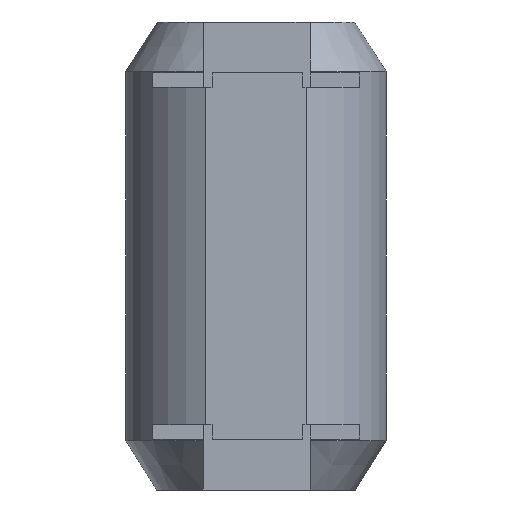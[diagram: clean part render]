
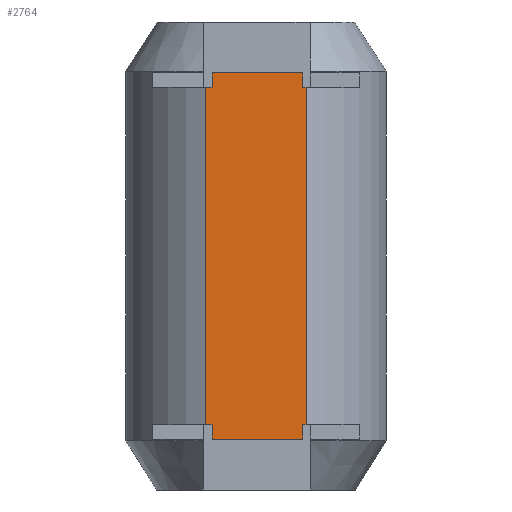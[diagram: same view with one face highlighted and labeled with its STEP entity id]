
A CAD part, front view. The second image highlights one B-rep face of the part: STEP entity #2764.
In plain terms, the highlighted planar face has unit normal (0, -1, 0).
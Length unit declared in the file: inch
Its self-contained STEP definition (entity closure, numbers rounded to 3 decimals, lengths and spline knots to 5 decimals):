
#6 = VECTOR ( 'NONE', #1383, 39.37008 ) ;
#101 = ORIENTED_EDGE ( 'NONE', *, *, #4779, .F. ) ;
#118 = DIRECTION ( 'NONE',  ( -1., 0., 0. ) ) ;
#303 = CARTESIAN_POINT ( 'NONE',  ( 0.13736, -0.35433, 0.59698 ) ) ;
#313 = LINE ( 'NONE', #1786, #1220 ) ;
#315 = CARTESIAN_POINT ( 'NONE',  ( -0.12952, -0.35433, 0.53898 ) ) ;
#406 = EDGE_CURVE ( 'NONE', #1425, #1697, #3291, .T. ) ;
#462 = DIRECTION ( 'NONE',  ( 0., 0., -1. ) ) ;
#575 = LINE ( 'NONE', #4750, #4475 ) ;
#653 = EDGE_CURVE ( 'NONE', #3154, #4587, #2446, .T. ) ;
#687 = DIRECTION ( 'NONE',  ( 0., 0., -1. ) ) ;
#720 = LINE ( 'NONE', #3603, #3269 ) ;
#861 = EDGE_CURVE ( 'NONE', #4587, #4158, #2026, .T. ) ;
#862 = LINE ( 'NONE', #3772, #3370 ) ;
#925 = ORIENTED_EDGE ( 'NONE', *, *, #4143, .F. ) ;
#968 = DIRECTION ( 'NONE',  ( 0., 1., 0. ) ) ;
#975 = ORIENTED_EDGE ( 'NONE', *, *, #653, .F. ) ;
#1030 = DIRECTION ( 'NONE',  ( 1., 0., 0. ) ) ;
#1039 = ORIENTED_EDGE ( 'NONE', *, *, #1496, .F. ) ;
#1058 = ORIENTED_EDGE ( 'NONE', *, *, #4503, .F. ) ;
#1220 = VECTOR ( 'NONE', #462, 39.37008 ) ;
#1256 = DIRECTION ( 'NONE',  ( 0., 0., -1. ) ) ;
#1312 = CARTESIAN_POINT ( 'NONE',  ( -0.14764, -0.35433, 0.49698 ) ) ;
#1340 = ORIENTED_EDGE ( 'NONE', *, *, #2206, .F. ) ;
#1348 = DIRECTION ( 'NONE',  ( 0., 0., 1. ) ) ;
#1383 = DIRECTION ( 'NONE',  ( 0., 0., 1. ) ) ;
#1385 = CARTESIAN_POINT ( 'NONE',  ( -0.23998, -0.35433, -0.68898 ) ) ;
#1425 = VERTEX_POINT ( 'NONE', #1312 ) ;
#1496 = EDGE_CURVE ( 'NONE', #3646, #2792, #720, .T. ) ;
#1573 = CARTESIAN_POINT ( 'NONE',  ( 0.14764, -0.35433, 0.49698 ) ) ;
#1644 = VERTEX_POINT ( 'NONE', #4537 ) ;
#1697 = VERTEX_POINT ( 'NONE', #4469 ) ;
#1745 = PLANE ( 'NONE',  #3553 ) ;
#1751 = VECTOR ( 'NONE', #1256, 39.37008 ) ;
#1755 = DIRECTION ( 'NONE',  ( 0., 0., 1. ) ) ;
#1786 = CARTESIAN_POINT ( 'NONE',  ( 0.13736, -0.35433, -0.59698 ) ) ;
#1852 = CARTESIAN_POINT ( 'NONE',  ( -0.38386, -0.35433, 0.49698 ) ) ;
#1853 = EDGE_CURVE ( 'NONE', #2585, #1891, #3465, .T. ) ;
#1891 = VERTEX_POINT ( 'NONE', #3099 ) ;
#2026 = LINE ( 'NONE', #4166, #4029 ) ;
#2092 = EDGE_LOOP ( 'NONE', ( #1340, #3326, #101, #2578, #2352, #1058, #1039, #925, #3197, #4462, #3497, #975 ) ) ;
#2206 = EDGE_CURVE ( 'NONE', #3322, #3154, #862, .T. ) ;
#2352 = ORIENTED_EDGE ( 'NONE', *, *, #4079, .F. ) ;
#2446 = LINE ( 'NONE', #3251, #6 ) ;
#2448 = DIRECTION ( 'NONE',  ( 0., 0., 1. ) ) ;
#2553 = DIRECTION ( 'NONE',  ( 1., 0., 0. ) ) ;
#2565 = EDGE_CURVE ( 'NONE', #4553, #3322, #313, .T. ) ;
#2578 = ORIENTED_EDGE ( 'NONE', *, *, #1853, .F. ) ;
#2585 = VERTEX_POINT ( 'NONE', #1573 ) ;
#2615 = CARTESIAN_POINT ( 'NONE',  ( -0.12952, -0.35433, -0.49698 ) ) ;
#2723 = VECTOR ( 'NONE', #1030, 39.37008 ) ;
#2764 = ADVANCED_FACE ( 'NONE', ( #4710 ), #1745, .F. ) ;
#2792 = VERTEX_POINT ( 'NONE', #2867 ) ;
#2867 = CARTESIAN_POINT ( 'NONE',  ( 0.13736, -0.35433, 0.53898 ) ) ;
#2947 = CARTESIAN_POINT ( 'NONE',  ( -0.38386, -0.35433, 0.49698 ) ) ;
#2981 = CARTESIAN_POINT ( 'NONE',  ( 0.13736, -0.35433, -0.49698 ) ) ;
#3099 = CARTESIAN_POINT ( 'NONE',  ( 0.14764, -0.35433, -0.49698 ) ) ;
#3154 = VERTEX_POINT ( 'NONE', #4236 ) ;
#3193 = VECTOR ( 'NONE', #1755, 39.37008 ) ;
#3197 = ORIENTED_EDGE ( 'NONE', *, *, #406, .F. ) ;
#3251 = CARTESIAN_POINT ( 'NONE',  ( -0.12952, -0.35433, -0.59698 ) ) ;
#3269 = VECTOR ( 'NONE', #2553, 39.37008 ) ;
#3291 = LINE ( 'NONE', #1852, #3328 ) ;
#3308 = LINE ( 'NONE', #2947, #2723 ) ;
#3322 = VERTEX_POINT ( 'NONE', #3751 ) ;
#3326 = ORIENTED_EDGE ( 'NONE', *, *, #2565, .F. ) ;
#3328 = VECTOR ( 'NONE', #3701, 39.37008 ) ;
#3350 = VECTOR ( 'NONE', #118, 39.37008 ) ;
#3370 = VECTOR ( 'NONE', #3868, 39.37008 ) ;
#3425 = VECTOR ( 'NONE', #687, 39.37008 ) ;
#3465 = LINE ( 'NONE', #4561, #1751 ) ;
#3497 = ORIENTED_EDGE ( 'NONE', *, *, #861, .F. ) ;
#3553 = AXIS2_PLACEMENT_3D ( 'NONE', #1385, #968, #2448 ) ;
#3603 = CARTESIAN_POINT ( 'NONE',  ( -0.23998, -0.35433, 0.53898 ) ) ;
#3642 = EDGE_CURVE ( 'NONE', #4158, #1425, #575, .T. ) ;
#3646 = VERTEX_POINT ( 'NONE', #315 ) ;
#3701 = DIRECTION ( 'NONE',  ( 1., 0., 0. ) ) ;
#3722 = CARTESIAN_POINT ( 'NONE',  ( -0.14764, -0.35433, -0.49698 ) ) ;
#3751 = CARTESIAN_POINT ( 'NONE',  ( 0.13736, -0.35433, -0.53898 ) ) ;
#3772 = CARTESIAN_POINT ( 'NONE',  ( -0.23998, -0.35433, -0.53898 ) ) ;
#3868 = DIRECTION ( 'NONE',  ( -1., 0., 0. ) ) ;
#3971 = CARTESIAN_POINT ( 'NONE',  ( -0.12952, -0.35433, 0.59698 ) ) ;
#4012 = LINE ( 'NONE', #303, #3425 ) ;
#4029 = VECTOR ( 'NONE', #4188, 39.37008 ) ;
#4079 = EDGE_CURVE ( 'NONE', #1644, #2585, #3308, .T. ) ;
#4143 = EDGE_CURVE ( 'NONE', #1697, #3646, #4328, .T. ) ;
#4158 = VERTEX_POINT ( 'NONE', #3722 ) ;
#4166 = CARTESIAN_POINT ( 'NONE',  ( -0.38386, -0.35433, -0.49698 ) ) ;
#4188 = DIRECTION ( 'NONE',  ( -1., 0., 0. ) ) ;
#4236 = CARTESIAN_POINT ( 'NONE',  ( -0.12952, -0.35433, -0.53898 ) ) ;
#4240 = LINE ( 'NONE', #4628, #3350 ) ;
#4328 = LINE ( 'NONE', #3971, #3193 ) ;
#4462 = ORIENTED_EDGE ( 'NONE', *, *, #3642, .F. ) ;
#4469 = CARTESIAN_POINT ( 'NONE',  ( -0.12952, -0.35433, 0.49698 ) ) ;
#4475 = VECTOR ( 'NONE', #1348, 39.37008 ) ;
#4503 = EDGE_CURVE ( 'NONE', #2792, #1644, #4012, .T. ) ;
#4537 = CARTESIAN_POINT ( 'NONE',  ( 0.13736, -0.35433, 0.49698 ) ) ;
#4553 = VERTEX_POINT ( 'NONE', #2981 ) ;
#4561 = CARTESIAN_POINT ( 'NONE',  ( 0.14764, -0.35433, 0.68898 ) ) ;
#4587 = VERTEX_POINT ( 'NONE', #2615 ) ;
#4628 = CARTESIAN_POINT ( 'NONE',  ( -0.38386, -0.35433, -0.49698 ) ) ;
#4710 = FACE_OUTER_BOUND ( 'NONE', #2092, .T. ) ;
#4750 = CARTESIAN_POINT ( 'NONE',  ( -0.14764, -0.35433, 0.68898 ) ) ;
#4779 = EDGE_CURVE ( 'NONE', #1891, #4553, #4240, .T. ) ;
